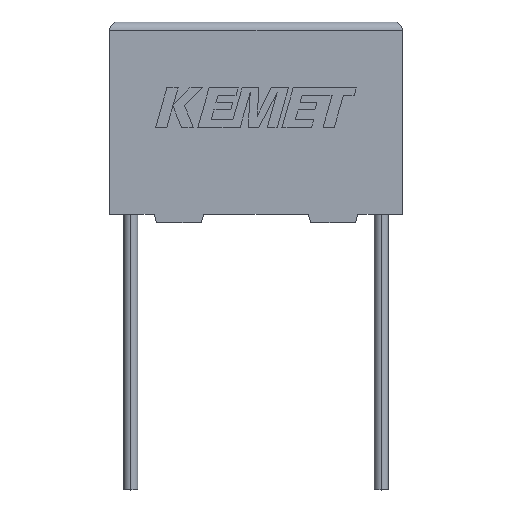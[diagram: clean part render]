
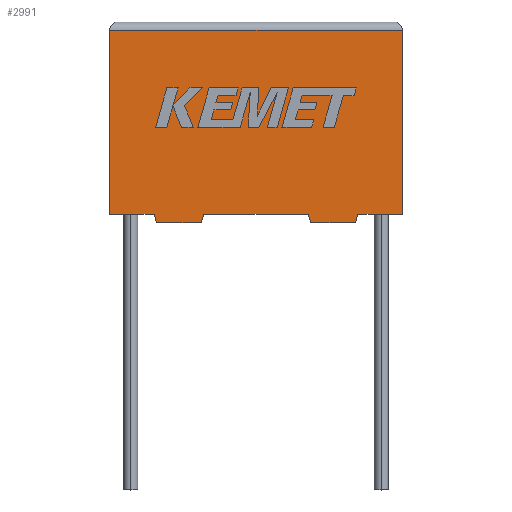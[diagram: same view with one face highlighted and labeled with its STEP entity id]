
A CAD part, top view. The second image highlights one B-rep face of the part: STEP entity #2991.
In plain terms, the highlighted planar face has unit normal (0, 0, 1).
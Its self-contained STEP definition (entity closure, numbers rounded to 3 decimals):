
#84 = DIRECTION ( 'NONE',  ( 1., 0., 0. ) ) ;
#111 = VERTEX_POINT ( 'NONE', #1821 ) ;
#130 = DIRECTION ( 'NONE',  ( -1., 0., 0. ) ) ;
#134 = ORIENTED_EDGE ( 'NONE', *, *, #2196, .F. ) ;
#160 = LINE ( 'NONE', #674, #3231 ) ;
#204 = ORIENTED_EDGE ( 'NONE', *, *, #2736, .T. ) ;
#285 = DIRECTION ( 'NONE',  ( -1., 0., 0. ) ) ;
#286 = VECTOR ( 'NONE', #1347, 1000. ) ;
#344 = VECTOR ( 'NONE', #1894, 1000. ) ;
#345 = ORIENTED_EDGE ( 'NONE', *, *, #2065, .T. ) ;
#347 = VECTOR ( 'NONE', #2625, 1000. ) ;
#410 = VECTOR ( 'NONE', #1810, 1000. ) ;
#455 = VECTOR ( 'NONE', #1965, 1000. ) ;
#457 = VERTEX_POINT ( 'NONE', #1297 ) ;
#499 = VERTEX_POINT ( 'NONE', #3220 ) ;
#577 = EDGE_CURVE ( 'NONE', #499, #111, #2589, .T. ) ;
#586 = ORIENTED_EDGE ( 'NONE', *, *, #1206, .F. ) ;
#588 = CARTESIAN_POINT ( 'NONE',  ( 11.873, 0., 6. ) ) ;
#595 = CARTESIAN_POINT ( 'NONE',  ( 5.628, 0., 6. ) ) ;
#674 = CARTESIAN_POINT ( 'NONE',  ( 14.7, -0.5, 6. ) ) ;
#678 = VECTOR ( 'NONE', #84, 1000. ) ;
#743 = CARTESIAN_POINT ( 'NONE',  ( 0., 11., 6. ) ) ;
#759 = PLANE ( 'NONE',  #1680 ) ;
#790 = VECTOR ( 'NONE', #2884, 1000. ) ;
#793 = EDGE_CURVE ( 'NONE', #1467, #2701, #1969, .T. ) ;
#824 = LINE ( 'NONE', #1054, #410 ) ;
#858 = LINE ( 'NONE', #1099, #678 ) ;
#871 = VERTEX_POINT ( 'NONE', #2089 ) ;
#936 = VECTOR ( 'NONE', #285, 1000. ) ;
#1015 = VERTEX_POINT ( 'NONE', #2868 ) ;
#1054 = CARTESIAN_POINT ( 'NONE',  ( 2.8, -0.5, 6. ) ) ;
#1074 = ORIENTED_EDGE ( 'NONE', *, *, #793, .T. ) ;
#1095 = EDGE_CURVE ( 'NONE', #1745, #3238, #1406, .T. ) ;
#1099 = CARTESIAN_POINT ( 'NONE',  ( 0., 0., 6. ) ) ;
#1101 = DIRECTION ( 'NONE',  ( 0., 0., -1. ) ) ;
#1182 = VECTOR ( 'NONE', #2564, 1000. ) ;
#1206 = EDGE_CURVE ( 'NONE', #111, #2500, #160, .T. ) ;
#1297 = CARTESIAN_POINT ( 'NONE',  ( 2.65, 0., 6. ) ) ;
#1347 = DIRECTION ( 'NONE',  ( 0., -1., 0. ) ) ;
#1387 = LINE ( 'NONE', #1861, #790 ) ;
#1406 = LINE ( 'NONE', #2637, #286 ) ;
#1437 = LINE ( 'NONE', #3203, #455 ) ;
#1446 = VECTOR ( 'NONE', #2203, 1000. ) ;
#1467 = VERTEX_POINT ( 'NONE', #595 ) ;
#1499 = VERTEX_POINT ( 'NONE', #2208 ) ;
#1533 = ORIENTED_EDGE ( 'NONE', *, *, #2958, .T. ) ;
#1546 = ORIENTED_EDGE ( 'NONE', *, *, #1095, .T. ) ;
#1633 = LINE ( 'NONE', #3162, #347 ) ;
#1636 = EDGE_CURVE ( 'NONE', #2255, #1745, #2313, .T. ) ;
#1680 = AXIS2_PLACEMENT_3D ( 'NONE', #2134, #1101, #130 ) ;
#1745 = VERTEX_POINT ( 'NONE', #743 ) ;
#1803 = CARTESIAN_POINT ( 'NONE',  ( 0., 0., 6. ) ) ;
#1810 = DIRECTION ( 'NONE',  ( 1., 0., 0. ) ) ;
#1821 = CARTESIAN_POINT ( 'NONE',  ( 14.7, -0.5, 6. ) ) ;
#1861 = CARTESIAN_POINT ( 'NONE',  ( 5.478, -0.5, 6. ) ) ;
#1894 = DIRECTION ( 'NONE',  ( 0.287, -0.958, 0. ) ) ;
#1914 = EDGE_CURVE ( 'NONE', #457, #871, #2856, .T. ) ;
#1965 = DIRECTION ( 'NONE',  ( -0.287, 0.958, 0. ) ) ;
#1969 = LINE ( 'NONE', #2499, #1446 ) ;
#1983 = CARTESIAN_POINT ( 'NONE',  ( 17.5, 0., 6. ) ) ;
#2056 = ORIENTED_EDGE ( 'NONE', *, *, #2401, .T. ) ;
#2065 = EDGE_CURVE ( 'NONE', #3238, #457, #1633, .T. ) ;
#2089 = CARTESIAN_POINT ( 'NONE',  ( 2.8, -0.5, 6. ) ) ;
#2101 = CARTESIAN_POINT ( 'NONE',  ( 14.85, 0., 6. ) ) ;
#2121 = EDGE_LOOP ( 'NONE', ( #204, #2419, #1546, #345, #2863, #1533, #3169, #1074, #134, #586, #2691, #2056 ) ) ;
#2134 = CARTESIAN_POINT ( 'NONE',  ( 0., 0., 6. ) ) ;
#2140 = CARTESIAN_POINT ( 'NONE',  ( 2.65, 0., 6. ) ) ;
#2180 = LINE ( 'NONE', #1983, #2983 ) ;
#2196 = EDGE_CURVE ( 'NONE', #2500, #2701, #1437, .T. ) ;
#2199 = CARTESIAN_POINT ( 'NONE',  ( 17.5, 11., 6. ) ) ;
#2203 = DIRECTION ( 'NONE',  ( 1., 0., 0. ) ) ;
#2208 = CARTESIAN_POINT ( 'NONE',  ( 5.478, -0.5, 6. ) ) ;
#2232 = DIRECTION ( 'NONE',  ( 0., 1., 0. ) ) ;
#2255 = VERTEX_POINT ( 'NONE', #2199 ) ;
#2313 = LINE ( 'NONE', #2555, #936 ) ;
#2401 = EDGE_CURVE ( 'NONE', #499, #1015, #858, .T. ) ;
#2419 = ORIENTED_EDGE ( 'NONE', *, *, #1636, .T. ) ;
#2499 = CARTESIAN_POINT ( 'NONE',  ( 0., 0., 6. ) ) ;
#2500 = VERTEX_POINT ( 'NONE', #3194 ) ;
#2555 = CARTESIAN_POINT ( 'NONE',  ( 0., 11., 6. ) ) ;
#2564 = DIRECTION ( 'NONE',  ( -0.287, -0.958, 0. ) ) ;
#2589 = LINE ( 'NONE', #2101, #1182 ) ;
#2625 = DIRECTION ( 'NONE',  ( 1., 0., 0. ) ) ;
#2637 = CARTESIAN_POINT ( 'NONE',  ( 0., 0., 6. ) ) ;
#2691 = ORIENTED_EDGE ( 'NONE', *, *, #577, .F. ) ;
#2701 = VERTEX_POINT ( 'NONE', #588 ) ;
#2702 = DIRECTION ( 'NONE',  ( -1., 0., 0. ) ) ;
#2736 = EDGE_CURVE ( 'NONE', #1015, #2255, #2180, .T. ) ;
#2823 = FACE_OUTER_BOUND ( 'NONE', #2121, .T. ) ;
#2856 = LINE ( 'NONE', #2140, #344 ) ;
#2863 = ORIENTED_EDGE ( 'NONE', *, *, #1914, .T. ) ;
#2868 = CARTESIAN_POINT ( 'NONE',  ( 17.5, 0., 6. ) ) ;
#2884 = DIRECTION ( 'NONE',  ( 0.287, 0.958, 0. ) ) ;
#2958 = EDGE_CURVE ( 'NONE', #871, #1499, #824, .T. ) ;
#2983 = VECTOR ( 'NONE', #2232, 1000. ) ;
#2991 = ADVANCED_FACE ( 'NONE', ( #2823 ), #759, .F. ) ;
#3051 = EDGE_CURVE ( 'NONE', #1499, #1467, #1387, .T. ) ;
#3162 = CARTESIAN_POINT ( 'NONE',  ( 0., 0., 6. ) ) ;
#3169 = ORIENTED_EDGE ( 'NONE', *, *, #3051, .T. ) ;
#3194 = CARTESIAN_POINT ( 'NONE',  ( 12.023, -0.5, 6. ) ) ;
#3203 = CARTESIAN_POINT ( 'NONE',  ( 12.023, -0.5, 6. ) ) ;
#3220 = CARTESIAN_POINT ( 'NONE',  ( 14.85, 0., 6. ) ) ;
#3231 = VECTOR ( 'NONE', #2702, 1000. ) ;
#3238 = VERTEX_POINT ( 'NONE', #1803 ) ;
